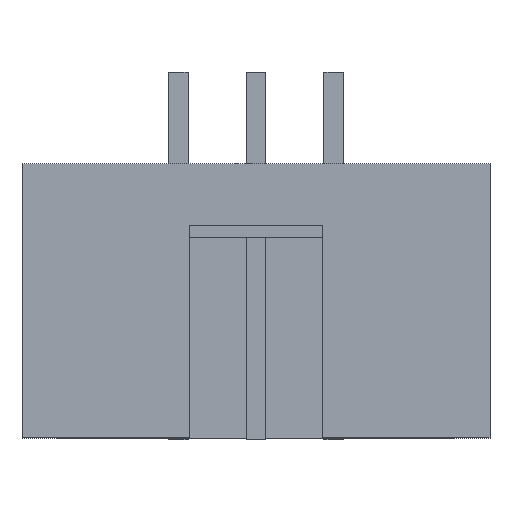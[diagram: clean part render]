
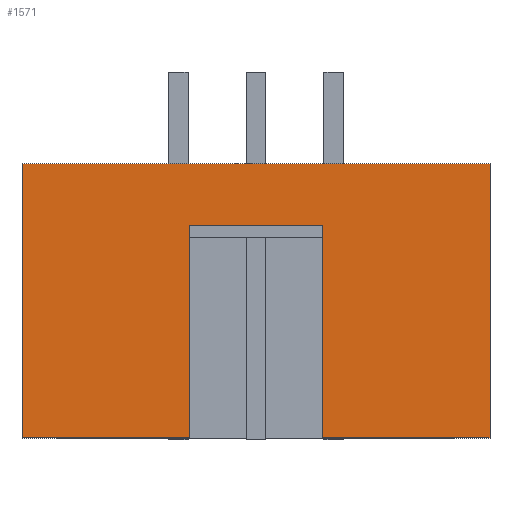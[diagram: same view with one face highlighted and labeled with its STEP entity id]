
A CAD part, top view. The second image highlights one B-rep face of the part: STEP entity #1571.
In plain terms, the highlighted planar face has unit normal (0, 0, 1).
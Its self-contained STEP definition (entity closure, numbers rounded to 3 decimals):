
#85=FACE_OUTER_BOUND('',#181,.T.);
#181=EDGE_LOOP('',(#1285,#1286,#1287,#1288,#1289,#1290,#1291,#1292));
#295=LINE('',#2256,#511);
#299=LINE('',#2263,#515);
#301=LINE('',#2267,#517);
#309=LINE('',#2282,#525);
#313=LINE('',#2289,#529);
#354=LINE('',#2369,#570);
#358=LINE('',#2376,#574);
#361=LINE('',#2382,#577);
#511=VECTOR('',#1843,10.);
#515=VECTOR('',#1849,10.);
#517=VECTOR('',#1853,10.);
#525=VECTOR('',#1863,10.);
#529=VECTOR('',#1867,10.);
#570=VECTOR('',#1934,10.);
#574=VECTOR('',#1940,10.);
#577=VECTOR('',#1949,10.);
#703=VERTEX_POINT('',#2254);
#704=VERTEX_POINT('',#2255);
#706=VERTEX_POINT('',#2262);
#707=VERTEX_POINT('',#2266);
#713=VERTEX_POINT('',#2281);
#716=VERTEX_POINT('',#2287);
#742=VERTEX_POINT('',#2368);
#744=VERTEX_POINT('',#2375);
#869=EDGE_CURVE('',#703,#704,#295,.T.);
#873=EDGE_CURVE('',#706,#703,#299,.T.);
#875=EDGE_CURVE('',#707,#706,#301,.T.);
#883=EDGE_CURVE('',#713,#707,#309,.T.);
#887=EDGE_CURVE('',#704,#716,#313,.T.);
#928=EDGE_CURVE('',#742,#713,#354,.T.);
#932=EDGE_CURVE('',#744,#742,#358,.T.);
#935=EDGE_CURVE('',#716,#744,#361,.T.);
#1285=ORIENTED_EDGE('',*,*,#869,.T.);
#1286=ORIENTED_EDGE('',*,*,#887,.T.);
#1287=ORIENTED_EDGE('',*,*,#935,.T.);
#1288=ORIENTED_EDGE('',*,*,#932,.T.);
#1289=ORIENTED_EDGE('',*,*,#928,.T.);
#1290=ORIENTED_EDGE('',*,*,#883,.T.);
#1291=ORIENTED_EDGE('',*,*,#875,.T.);
#1292=ORIENTED_EDGE('',*,*,#873,.T.);
#1487=PLANE('',#1675);
#1571=ADVANCED_FACE('',(#85),#1487,.T.);
#1675=AXIS2_PLACEMENT_3D('',#2384,#1951,#1952);
#1843=DIRECTION('',(0.,-1.,0.));
#1849=DIRECTION('',(1.,0.,0.));
#1853=DIRECTION('',(0.,1.,0.));
#1863=DIRECTION('',(1.,0.,0.));
#1867=DIRECTION('',(1.,0.,0.));
#1934=DIRECTION('',(0.,-1.,0.));
#1940=DIRECTION('',(-1.,0.,0.));
#1949=DIRECTION('',(0.,1.,0.));
#1951=DIRECTION('center_axis',(0.,0.,1.));
#1952=DIRECTION('ref_axis',(0.,-1.,0.));
#2254=CARTESIAN_POINT('',(-0.365,-6.247,8.95));
#2255=CARTESIAN_POINT('',(-0.365,-13.197,8.95));
#2256=CARTESIAN_POINT('',(-0.365,-7.485,8.95));
#2262=CARTESIAN_POINT('',(-4.715,-6.247,8.95));
#2263=CARTESIAN_POINT('',(-3.628,-6.247,8.95));
#2266=CARTESIAN_POINT('',(-4.715,-13.197,8.95));
#2267=CARTESIAN_POINT('',(-4.715,-10.96,8.95));
#2281=CARTESIAN_POINT('',(-10.18,-13.197,8.95));
#2282=CARTESIAN_POINT('',(-10.18,-13.197,8.95));
#2287=CARTESIAN_POINT('',(5.1,-13.197,8.95));
#2289=CARTESIAN_POINT('',(-10.18,-13.197,8.95));
#2368=CARTESIAN_POINT('',(-10.18,-4.247,8.95));
#2369=CARTESIAN_POINT('',(-10.18,-4.247,8.95));
#2375=CARTESIAN_POINT('',(5.1,-4.247,8.95));
#2376=CARTESIAN_POINT('',(5.1,-4.247,8.95));
#2382=CARTESIAN_POINT('',(5.1,-13.197,8.95));
#2384=CARTESIAN_POINT('Origin',(-2.54,-8.722,8.95));
